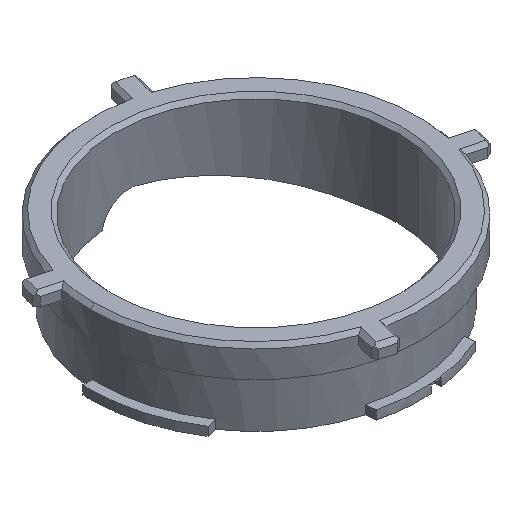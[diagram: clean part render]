
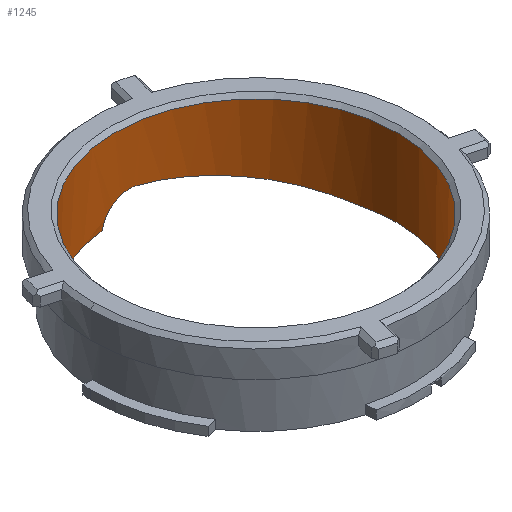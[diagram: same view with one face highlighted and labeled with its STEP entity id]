
A CAD part, isometric view. The second image highlights one B-rep face of the part: STEP entity #1245.
In plain terms, the highlighted cylindrical face has radius 18.5 mm (diameter 37 mm), a full revolution.
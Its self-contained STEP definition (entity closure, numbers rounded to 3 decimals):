
#1077=CARTESIAN_POINT('',(50.,100.,16.3));
#1078=DIRECTION('',(0.,0.,-1.));
#1079=DIRECTION('',(1.,0.,0.));
#1080=AXIS2_PLACEMENT_3D('',#1077,#1078,#1079);
#1081=CYLINDRICAL_SURFACE('',#1080,18.5);
#1082=CARTESIAN_POINT('',(68.5,100.,7.75));
#1083=VERTEX_POINT('',#1082);
#1084=CARTESIAN_POINT('',(68.5,100.,18.));
#1085=VERTEX_POINT('',#1084);
#1086=CARTESIAN_POINT('',(68.5,100.,7.75));
#1087=DIRECTION('',(-0.,-0.,1.));
#1088=VECTOR('',#1087,10.25);
#1089=LINE('',#1086,#1088);
#1090=EDGE_CURVE('',#1083,#1085,#1089,.T.);
#1091=ORIENTED_EDGE('',*,*,#1090,.F.);
#1092=CARTESIAN_POINT('',(54.33,82.014,7.75));
#1093=VERTEX_POINT('',#1092);
#1094=CARTESIAN_POINT('',(50.,100.,7.75));
#1095=DIRECTION('',(0.,0.,-1.));
#1096=DIRECTION('',(-1.,0.,0.));
#1097=AXIS2_PLACEMENT_3D('',#1094,#1095,#1096);
#1098=CIRCLE('',#1097,18.5);
#1099=EDGE_CURVE('',#1083,#1093,#1098,.T.);
#1100=ORIENTED_EDGE('',*,*,#1099,.T.);
#1101=CARTESIAN_POINT('',(52.381,81.654,7.75));
#1102=VERTEX_POINT('',#1101);
#1103=CARTESIAN_POINT('',(50.,100.,7.75));
#1104=DIRECTION('',(0.,0.,-1.));
#1105=DIRECTION('',(-1.,0.,0.));
#1106=AXIS2_PLACEMENT_3D('',#1103,#1104,#1105);
#1107=CIRCLE('',#1106,18.5);
#1108=EDGE_CURVE('',#1093,#1102,#1107,.T.);
#1109=ORIENTED_EDGE('',*,*,#1108,.T.);
#1110=CARTESIAN_POINT('',(52.381,81.654,8.75));
#1111=VERTEX_POINT('',#1110);
#1112=CARTESIAN_POINT('',(52.381,81.654,8.75));
#1113=DIRECTION('',(0.,0.,-1.));
#1114=VECTOR('',#1113,1.);
#1115=LINE('',#1112,#1114);
#1116=EDGE_CURVE('',#1111,#1102,#1115,.T.);
#1117=ORIENTED_EDGE('',*,*,#1116,.F.);
#1118=CARTESIAN_POINT('',(51.13,81.535,8.75));
#1119=VERTEX_POINT('',#1118);
#1120=CARTESIAN_POINT('',(50.,100.,8.75));
#1121=DIRECTION('',(0.,0.,-1.));
#1122=DIRECTION('',(-1.,0.,0.));
#1123=AXIS2_PLACEMENT_3D('',#1120,#1121,#1122);
#1124=CIRCLE('',#1123,18.5);
#1125=EDGE_CURVE('',#1111,#1119,#1124,.T.);
#1126=ORIENTED_EDGE('',*,*,#1125,.T.);
#1127=CARTESIAN_POINT('',(51.13,81.535,7.75));
#1128=VERTEX_POINT('',#1127);
#1129=CARTESIAN_POINT('',(51.13,81.535,8.75));
#1130=DIRECTION('',(0.,0.,-1.));
#1131=VECTOR('',#1130,1.);
#1132=LINE('',#1129,#1131);
#1133=EDGE_CURVE('',#1119,#1128,#1132,.T.);
#1134=ORIENTED_EDGE('',*,*,#1133,.T.);
#1135=CARTESIAN_POINT('',(45.67,82.014,7.75));
#1136=VERTEX_POINT('',#1135);
#1137=CARTESIAN_POINT('',(50.,100.,7.75));
#1138=DIRECTION('',(0.,0.,-1.));
#1139=DIRECTION('',(-1.,0.,0.));
#1140=AXIS2_PLACEMENT_3D('',#1137,#1138,#1139);
#1141=CIRCLE('',#1140,18.5);
#1142=EDGE_CURVE('',#1128,#1136,#1141,.T.);
#1143=ORIENTED_EDGE('',*,*,#1142,.T.);
#1144=CARTESIAN_POINT('',(39.774,115.417,7.75));
#1145=VERTEX_POINT('',#1144);
#1146=CARTESIAN_POINT('',(50.,100.,7.75));
#1147=DIRECTION('',(0.,0.,-1.));
#1148=DIRECTION('',(-1.,0.,0.));
#1149=AXIS2_PLACEMENT_3D('',#1146,#1147,#1148);
#1150=CIRCLE('',#1149,18.5);
#1151=EDGE_CURVE('',#1136,#1145,#1150,.T.);
#1152=ORIENTED_EDGE('',*,*,#1151,.T.);
#1153=CARTESIAN_POINT('',(48.226,118.415,7.75));
#1154=VERTEX_POINT('',#1153);
#1155=CARTESIAN_POINT('',(50.,100.,7.75));
#1156=DIRECTION('',(0.,0.,-1.));
#1157=DIRECTION('',(-1.,0.,0.));
#1158=AXIS2_PLACEMENT_3D('',#1155,#1156,#1157);
#1159=CIRCLE('',#1158,18.5);
#1160=EDGE_CURVE('',#1145,#1154,#1159,.T.);
#1161=ORIENTED_EDGE('',*,*,#1160,.T.);
#1162=CARTESIAN_POINT('',(52.718,118.299,10.727));
#1163=VERTEX_POINT('',#1162);
#1164=CARTESIAN_POINT('',(48.226,118.415,7.75));
#1165=CARTESIAN_POINT('',(48.257,118.418,7.869));
#1166=CARTESIAN_POINT('',(48.294,118.421,7.986));
#1167=CARTESIAN_POINT('',(48.337,118.425,8.102));
#1168=CARTESIAN_POINT('',(48.38,118.429,8.217));
#1169=CARTESIAN_POINT('',(48.428,118.433,8.332));
#1170=CARTESIAN_POINT('',(48.48,118.437,8.443));
#1171=CARTESIAN_POINT('',(48.585,118.446,8.666));
#1172=CARTESIAN_POINT('',(48.709,118.455,8.877));
#1173=CARTESIAN_POINT('',(48.852,118.464,9.076));
#1174=CARTESIAN_POINT('',(48.994,118.473,9.275));
#1175=CARTESIAN_POINT('',(49.157,118.482,9.464));
#1176=CARTESIAN_POINT('',(49.334,118.488,9.636));
#1177=CARTESIAN_POINT('',(49.512,118.494,9.807));
#1178=CARTESIAN_POINT('',(49.703,118.499,9.961));
#1179=CARTESIAN_POINT('',(49.91,118.5,10.097));
#1180=CARTESIAN_POINT('',(50.117,118.501,10.234));
#1181=CARTESIAN_POINT('',(50.334,118.498,10.35));
#1182=CARTESIAN_POINT('',(50.559,118.492,10.445));
#1183=CARTESIAN_POINT('',(50.672,118.488,10.493));
#1184=CARTESIAN_POINT('',(50.787,118.484,10.535));
#1185=CARTESIAN_POINT('',(50.904,118.478,10.573));
#1186=CARTESIAN_POINT('',(51.021,118.472,10.61));
#1187=CARTESIAN_POINT('',(51.14,118.465,10.642));
#1188=CARTESIAN_POINT('',(51.261,118.457,10.669));
#1189=CARTESIAN_POINT('',(51.501,118.441,10.722));
#1190=CARTESIAN_POINT('',(51.744,118.419,10.753));
#1191=CARTESIAN_POINT('',(51.987,118.393,10.763));
#1192=CARTESIAN_POINT('',(52.109,118.38,10.767));
#1193=CARTESIAN_POINT('',(52.23,118.365,10.767));
#1194=CARTESIAN_POINT('',(52.353,118.35,10.761));
#1195=CARTESIAN_POINT('',(52.475,118.334,10.755));
#1196=CARTESIAN_POINT('',(52.598,118.317,10.743));
#1197=CARTESIAN_POINT('',(52.718,118.299,10.727));
#1198=B_SPLINE_CURVE_WITH_KNOTS('',3,(#1164,#1165,#1166,#1167,#1168,#1169,#1170,#1171,#1172,#1173,#1174,#1175,#1176,#1177,#1178,#1179,#1180,#1181,#1182,#1183,#1184,#1185,#1186,#1187,#1188,#1189,
#1190,#1191,#1192,#1193,#1194,#1195,#1196,#1197),.UNSPECIFIED.,.F.,.F.,(4,3,3,3,3,3,3,3,3,3,3,4),(0.023,0.024,0.024,0.025,0.026,0.026,0.027,0.027,0.028,0.028,0.029,0.029),.UNSPECIFIED.);
#1199=EDGE_CURVE('',#1154,#1163,#1198,.T.);
#1200=ORIENTED_EDGE('',*,*,#1199,.T.);
#1201=CARTESIAN_POINT('',(60.226,115.417,9.565));
#1202=VERTEX_POINT('',#1201);
#1203=CARTESIAN_POINT('',(50.,100.,9.66));
#1204=DIRECTION('',(0.124,-0.076,0.989));
#1205=DIRECTION('',(0.843,-0.518,-0.145));
#1206=AXIS2_PLACEMENT_3D('',#1203,#1204,#1205);
#1207=ELLIPSE('',#1206,18.699,18.5);
#1208=EDGE_CURVE('',#1202,#1163,#1207,.T.);
#1209=ORIENTED_EDGE('',*,*,#1208,.F.);
#1210=CARTESIAN_POINT('',(67.965,104.415,7.75));
#1211=VERTEX_POINT('',#1210);
#1212=CARTESIAN_POINT('',(50.,100.,9.66));
#1213=DIRECTION('',(0.124,-0.076,0.989));
#1214=DIRECTION('',(0.843,-0.518,-0.145));
#1215=AXIS2_PLACEMENT_3D('',#1212,#1213,#1214);
#1216=ELLIPSE('',#1215,18.699,18.5);
#1217=EDGE_CURVE('',#1211,#1202,#1216,.T.);
#1218=ORIENTED_EDGE('',*,*,#1217,.F.);
#1219=CARTESIAN_POINT('',(50.,100.,7.75));
#1220=DIRECTION('',(0.,0.,-1.));
#1221=DIRECTION('',(-1.,0.,0.));
#1222=AXIS2_PLACEMENT_3D('',#1219,#1220,#1221);
#1223=CIRCLE('',#1222,18.5);
#1224=EDGE_CURVE('',#1211,#1083,#1223,.T.);
#1225=ORIENTED_EDGE('',*,*,#1224,.T.);
#1226=ORIENTED_EDGE('',*,*,#1090,.T.);
#1227=CARTESIAN_POINT('',(31.5,100.,18.));
#1228=VERTEX_POINT('',#1227);
#1229=CARTESIAN_POINT('',(50.,100.,18.));
#1230=DIRECTION('',(-0.,-0.,1.));
#1231=DIRECTION('',(-1.,0.,0.));
#1232=AXIS2_PLACEMENT_3D('',#1229,#1230,#1231);
#1233=CIRCLE('',#1232,18.5);
#1234=EDGE_CURVE('',#1085,#1228,#1233,.T.);
#1235=ORIENTED_EDGE('',*,*,#1234,.T.);
#1236=CARTESIAN_POINT('',(50.,100.,18.));
#1237=DIRECTION('',(-0.,-0.,1.));
#1238=DIRECTION('',(-1.,0.,0.));
#1239=AXIS2_PLACEMENT_3D('',#1236,#1237,#1238);
#1240=CIRCLE('',#1239,18.5);
#1241=EDGE_CURVE('',#1228,#1085,#1240,.T.);
#1242=ORIENTED_EDGE('',*,*,#1241,.T.);
#1243=EDGE_LOOP('',(#1091,#1100,#1109,#1117,#1126,#1134,#1143,#1152,#1161,#1200,#1209,#1218,#1225,#1226,#1235,#1242));
#1244=FACE_BOUND('',#1243,.T.);
#1245=ADVANCED_FACE('',(#1244),#1081,.F.);
